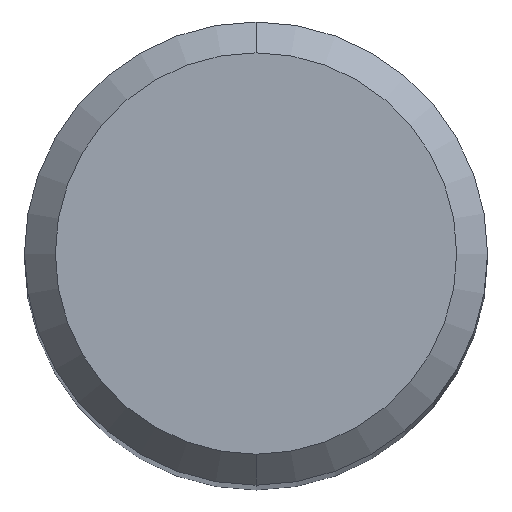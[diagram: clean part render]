
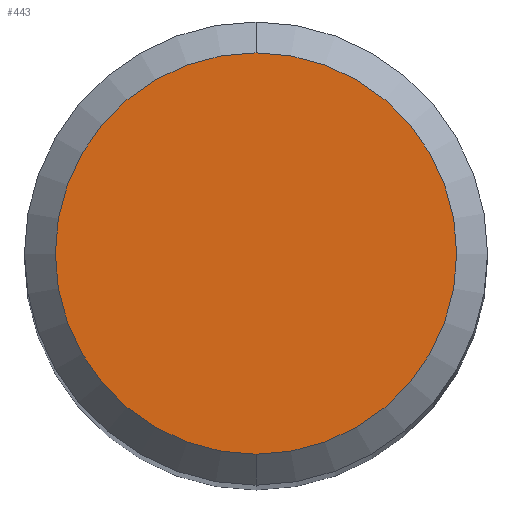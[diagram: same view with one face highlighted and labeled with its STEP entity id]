
A CAD part, top view. The second image highlights one B-rep face of the part: STEP entity #443.
In plain terms, the highlighted planar face has unit normal (0, 0, 1).
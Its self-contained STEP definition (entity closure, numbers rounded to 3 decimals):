
#443=ADVANCED_FACE('',(#1092),#1093,.T.);
#473=EDGE_CURVE('',#877,#475,#1125,.T.);
#475=VERTEX_POINT('',#1127);
#877=VERTEX_POINT('',#1567);
#923=EDGE_CURVE('',#475,#877,#1620,.T.);
#1092=FACE_OUTER_BOUND('',#2477,.T.);
#1093=PLANE('',#2478);
#1125=CIRCLE('',#2649,2.6);
#1127=CARTESIAN_POINT('',(0.0,2.6,0.0));
#1567=CARTESIAN_POINT('',(0.,-2.6,0.0));
#1620=CIRCLE('',#9552,2.6);
#2477=EDGE_LOOP('',(#9860,#9861));
#2478=AXIS2_PLACEMENT_3D('',#9862,#9863,#9864);
#2649=AXIS2_PLACEMENT_3D('',#9893,#9894,#9895);
#9552=AXIS2_PLACEMENT_3D('',#10440,#10441,#10442);
#9860=ORIENTED_EDGE('',*,*,#923,.F.);
#9861=ORIENTED_EDGE('',*,*,#473,.F.);
#9862=CARTESIAN_POINT('',(0.0,1.3,0.0));
#9863=DIRECTION('',(-0.0,0.0,1.0));
#9864=DIRECTION('',(0.0,-1.0,0.0));
#9893=CARTESIAN_POINT('',(0.0,0.0,0.0));
#9894=DIRECTION('',(0.0,0.0,-1.0));
#9895=DIRECTION('',(0.0,1.0,0.0));
#10440=CARTESIAN_POINT('',(0.0,0.0,0.0));
#10441=DIRECTION('',(0.0,0.0,-1.0));
#10442=DIRECTION('',(0.0,1.0,0.0));
